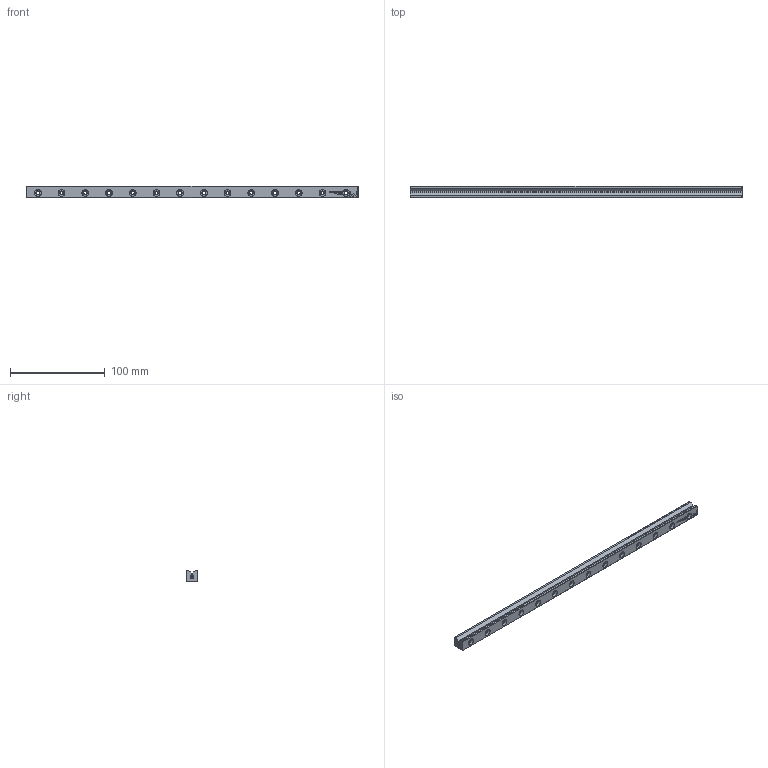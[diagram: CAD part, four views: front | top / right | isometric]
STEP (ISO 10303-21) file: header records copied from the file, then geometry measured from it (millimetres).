
FILE_DESCRIPTION(/* description */ (''),/* implementation_level */ '2;1');
FILE_NAME(/* name */ 'Rail RNG-6350.stp',/* time_stamp */ '2024-12-10T11:58:28+01:00',/* author */ (''),/* organization */ (''),/* preprocessor_version */ 'ST-DEVELOPER v16.7',/* originating_system */ 'SIEMENS PLM Software NX 12.0',/* authorisation */ '');
FILE_SCHEMA (('AUTOMOTIVE_DESIGN { 1 0 10303 214 3 1 1 1 }'));
Length unit declared in the file: millimetre
Products named in the file (1): Rail RNG-6350_step_stp
Bounding box: 350 x 12 x 12 mm (x, y, z)
Volume: 41649.4 mm3; surface area: 20764.6 mm2
Topology: 1 solids, 1 shells, 417 faces, 1071 edges, 703 vertices
Faces by surface type: plane 247, bspline 90, cone 48, cylinder 32
Full cylindrical faces by diameter (mm): 2.26 x2, 3.2 x2, 3.3 x14, 7 x14
Entity records: 14554 total; most frequent: CARTESIAN_POINT 3318, ORIENTED_EDGE 1944, DIRECTION 1556, EDGE_CURVE 972, VERTEX_POINT 686, LINE 684, VECTOR 684, EDGE_LOOP 572
